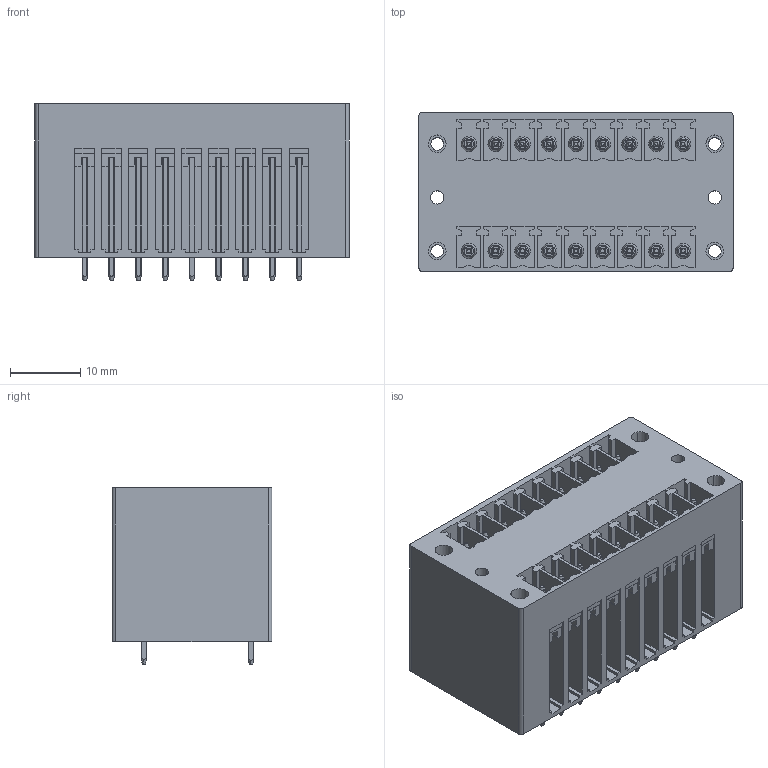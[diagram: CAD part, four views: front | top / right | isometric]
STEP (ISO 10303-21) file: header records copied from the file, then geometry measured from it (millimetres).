
FILE_DESCRIPTION(('CATIA V5 STEP Exchange','CAx-IF Rec.Pracs.--- Model Styling and Organization---1.2---2011-12-15'),'2;1');
FILE_NAME ('D1447169_0', '2018-09-29T11:15:18+00:00', ('none'), ('Weidmueller'), 'CATIA Version 5-6 Release 2014', 'CATIA V5 STEP AP214', 'none');
FILE_SCHEMA(('AUTOMOTIVE_DESIGN { 1 0 10303 214 1 1 1 1 }'));
Length unit declared in the file: millimetre
Products named in the file (1): 1030860000
Bounding box: 44.68 x 22.7 x 25.1 mm (x, y, z)
Volume: 18051.4 mm3; surface area: 11078.2 mm2
Topology: 19 solids, 19 shells, 1049 faces, 2842 edges, 1880 vertices
Faces by surface type: plane 673, cylinder 224, cone 116, torus 36
Entity records: 33140 total; most frequent: CARTESIAN_POINT 9439, ORIENTED_EDGE 5684, DIRECTION 3493, EDGE_CURVE 2842, VECTOR 1954, LINE 1954, VERTEX_POINT 1880, EDGE_LOOP 1164
